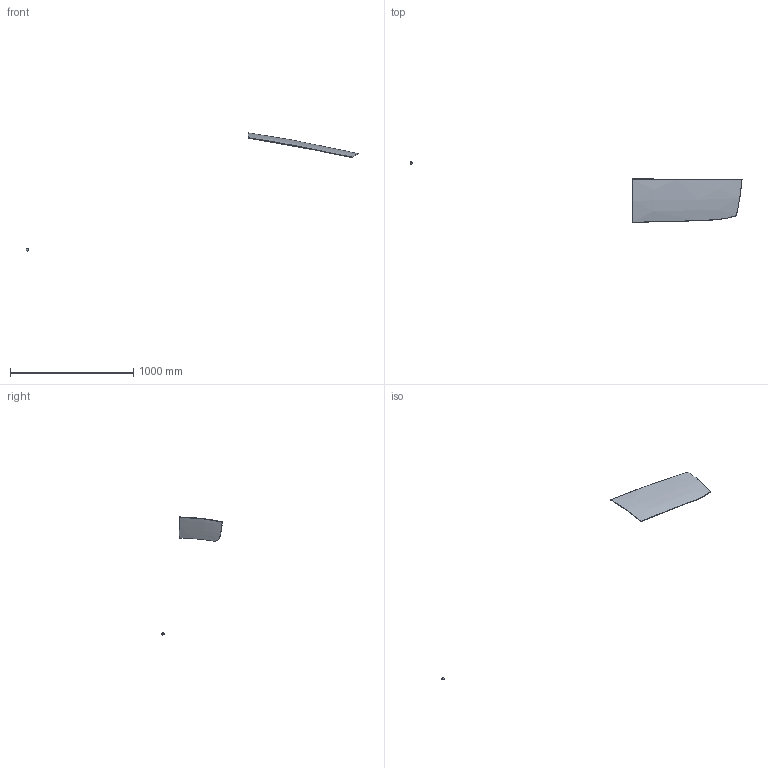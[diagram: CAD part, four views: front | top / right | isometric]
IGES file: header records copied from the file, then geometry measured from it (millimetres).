
Start section: START RECORD GO HERE.
Global section: file name: T50-T0027.01 GLASS-TAILGATE-LH.igs; native system: DASSAULT SYSTEMES CATIA Version 5-6 Release 2018 - www.3ds.com; preprocessor: V5-6R2018_5.28.0.0.11-29-2017.20.00; author: ivanp; organization: LIPIKGLA; date: 20200512.111934; units: millimetre
Bounding box: 2692.59 x 493.25 x 958.17 mm (x, y, z)
Surface area: 610930.1 mm2 (no closed solid volume)
Topology: 0 solids, 0 shells, 14 faces, 68 edges, 64 vertices
Faces by surface type: bspline 12, revolution 2
